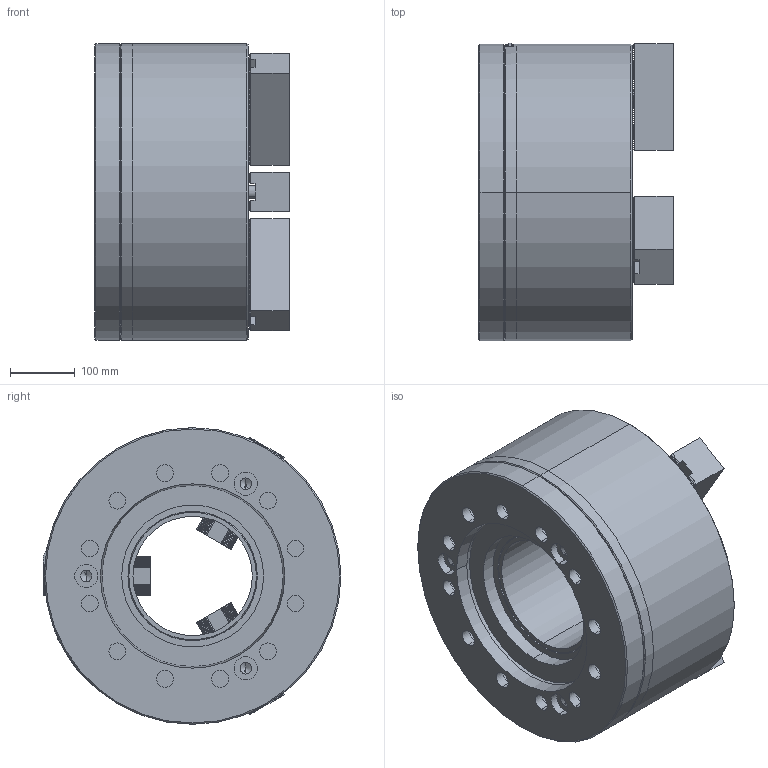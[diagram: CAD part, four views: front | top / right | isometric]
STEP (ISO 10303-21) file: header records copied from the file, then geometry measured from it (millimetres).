
FILE_DESCRIPTION (( 'STEP AP203' ), '1' );
FILE_NAME ('CF-AP-185A15.STEP', '2020-01-21T09:03:56', ( 'temp' ), ( '' ), 'SwSTEP 2.0', 'SolidWorks 2016', '' );
FILE_SCHEMA (( 'CONFIG_CONTROL_DESIGN' ));
Length unit declared in the file: millimetre
Products named in the file (13): 圓頭內六角螺栓_M20x45; CF-AP-185-0101G; 圓頭內六角螺栓_M8x16; CF-AP-185-07010; 圓頭內六角螺栓_M12x25; CF-AP-185-08000; CF-AP-185-32010; SJ-185; CF-AP-185A15; CF-AP-145-15000; CF-AP-145-08000; CF-AP-145-17010; 圓頭內六角螺栓_M12x140
Assembly tree (45 placements, depth 2):
  CF-AP-185A15
    CF-AP-185-0101G
    CF-AP-185-07010
    CF-AP-185-08000
    SJ-185  x3
    CF-AP-145-15000
    CF-AP-145-08000
    CF-AP-145-17010  x2
    圓頭內六角螺栓_M12x140  x9
    圓頭內六角螺栓_M20x45  x6
    圓頭內六角螺栓_M8x16  x9
    圓頭內六角螺栓_M12x25  x10
    CF-AP-185-32010
Bounding box: 301.7 x 461.89 x 460 mm (x, y, z)
Volume: 24577387.5 mm3; surface area: 2161410.3 mm2
Topology: 45 solids, 45 shells, 2971 faces, 7797 edges, 4995 vertices
Faces by surface type: plane 1686, cylinder 906, cone 361, bspline 18
Entity records: 42587 total; most frequent: CARTESIAN_POINT 9461, DIRECTION 6537, ORIENTED_EDGE 6382, EDGE_CURVE 3191, AXIS2_PLACEMENT_3D 2345, VERTEX_POINT 2075, VECTOR 1847, LINE 1847
